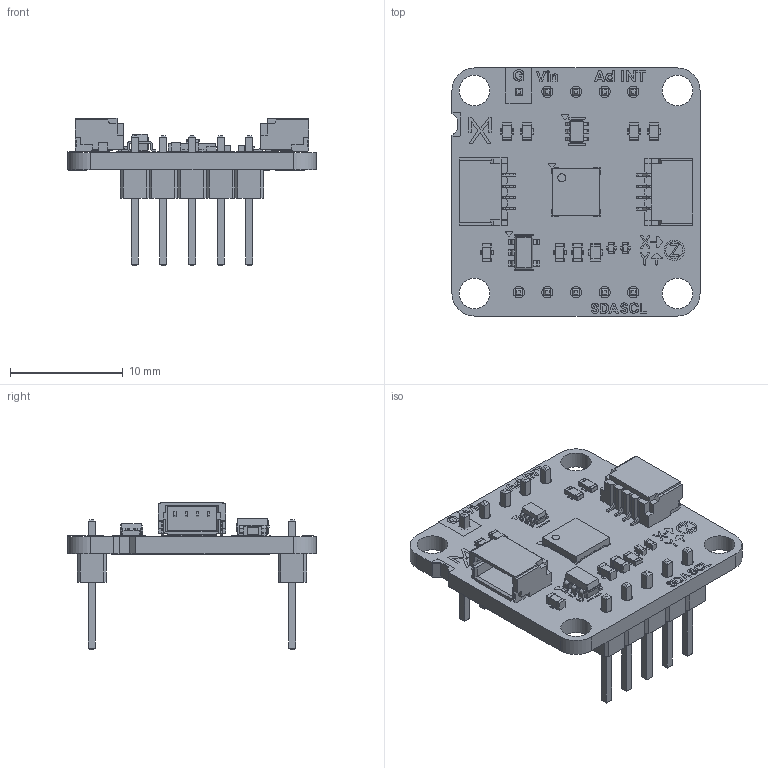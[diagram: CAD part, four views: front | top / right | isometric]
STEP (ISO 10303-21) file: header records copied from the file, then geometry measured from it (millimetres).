
FILE_DESCRIPTION(('KiCad electronic assembly'),'2;1');
FILE_NAME('STP_AX22_0030.step','2025-07-08T00:40:53',('Pcbnew'),('Kicad' ),'Open CASCADE STEP processor 7.8','KiCad to STEP converter', 'Unknown');
FILE_SCHEMA(('AUTOMOTIVE_DESIGN { 1 0 10303 214 1 1 1 1 }'));
Length unit declared in the file: millimetre
Products named in the file (11): STP_AX22_0030 1; R_0603_1608Metric; SOT-363_SC-70-6; SM04B-SRSS-TB(LF)(SN)--3DModel-STEP-269445; C_0402_1005Metric; C_0603_1608Metric; SOT-23-5; PinHeader_1x05_P2.54mm_Vertical; QFN-24_3x3mm_P0.4mm; AX22_Accelerometer-MPU6050_silkscreen; AX22_Accelerometer-MPU6050_PCB
Assembly tree (19 placements, depth 2):
  STP_AX22_0030 1
    R_0603_1608Metric  x5
    SOT-363_SC-70-6
    SM04B-SRSS-TB(LF)(SN)--3DModel-STEP-269445  x2
    C_0402_1005Metric  x2
    C_0603_1608Metric  x3
    SOT-23-5
    PinHeader_1x05_P2.54mm_Vertical  x2
    QFN-24_3x3mm_P0.4mm
    AX22_Accelerometer-MPU6050_silkscreen
    AX22_Accelerometer-MPU6050_PCB
Bounding box: 22 x 22 x 13.11 mm (x, y, z)
Volume: 982.8 mm3; surface area: 2206.1 mm2
Topology: 30 solids, 124 shells, 1477 faces, 5589 edges, 4291 vertices
Faces by surface type: plane 1024, cylinder 242, bspline 211
Full cylindrical faces by diameter (mm): 1 x10, 2.7 x4
Entity records: 47233 total; most frequent: CARTESIAN_POINT 9930, ORIENTED_EDGE 6403, DIRECTION 5759, EDGE_CURVE 4161, VERTEX_POINT 3361, LINE 3031, VECTOR 3031, AXIS2_PLACEMENT_3D 1364
